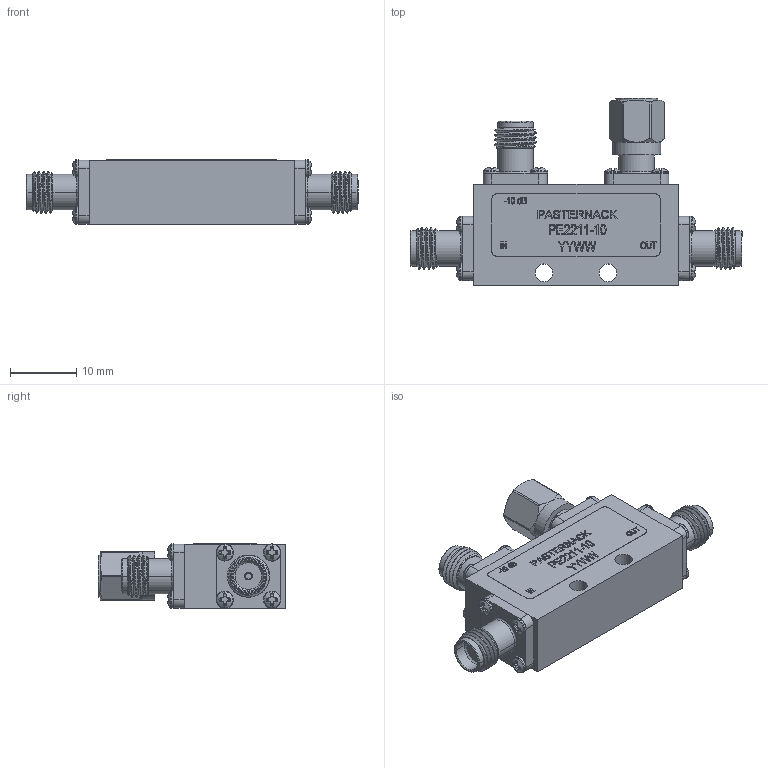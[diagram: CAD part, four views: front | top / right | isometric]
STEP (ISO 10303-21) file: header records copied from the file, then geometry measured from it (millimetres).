
FILE_DESCRIPTION (( 'STEP AP203' ), '1' );
FILE_NAME ('PE2211-10.step', '2019-09-05T20:58:06', ( '' ), ( '' ), 'SwSTEP 2.0', 'SolidWorks 2018', '' );
FILE_SCHEMA (( 'CONFIG_CONTROL_DESIGN' ));
Products named in the file (1): PE2211-10
Bounding box: 50.04 x 28.19 x 9.73 mm (x, y, z)
Volume: 5945.8 mm3; surface area: 3649.5 mm2
Topology: 1 solids, 22 shells, 1260 faces, 3280 edges, 2134 vertices
Faces by surface type: plane 649, cylinder 269, bspline 225, cone 109, torus 8
Entity records: 56018 total; most frequent: CARTESIAN_POINT 27300, ORIENTED_EDGE 6560, DIRECTION 4964, EDGE_CURVE 3280, VERTEX_POINT 2134, AXIS2_PLACEMENT_3D 1657, LINE 1650, VECTOR 1650
